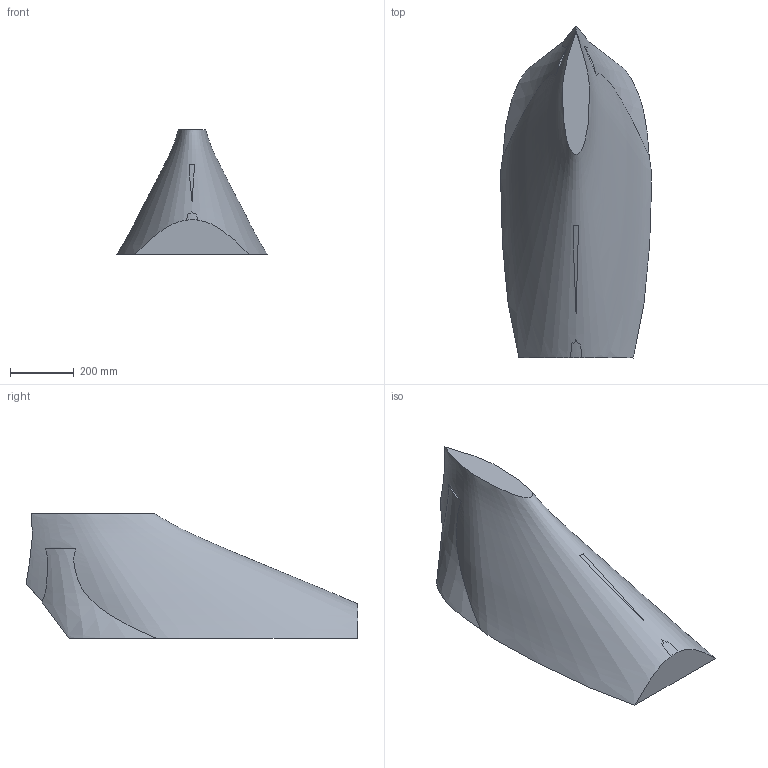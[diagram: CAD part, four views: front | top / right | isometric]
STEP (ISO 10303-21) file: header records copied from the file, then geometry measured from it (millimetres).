
FILE_DESCRIPTION(/* description */ (''),/* implementation_level */ '2;1');
FILE_NAME(/* name */ 'head3 v1.step',/* time_stamp */ '2024-04-30T13:48:30+09:00',/* author */ (''),/* organization */ (''),/* preprocessor_version */ 'ST-DEVELOPER v20',/* originating_system */ 'Autodesk Translation Framework v12.20.1.177',/* authorisation */ '');
FILE_SCHEMA (('AUTOMOTIVE_DESIGN { 1 0 10303 214 3 1 1 }'));
Length unit declared in the file: millimetre
Products named in the file (1): head3
Bounding box: 471.22 x 1037.76 x 390.13 mm (x, y, z)
Volume: 69373587.6 mm3; surface area: 1235297.3 mm2
Topology: 1 solids, 1 shells, 14 faces, 35 edges, 24 vertices
Faces by surface type: bspline 8, plane 6
Entity records: 9391 total; most frequent: CARTESIAN_POINT 9113, ORIENTED_EDGE 70, EDGE_CURVE 35, B_SPLINE_CURVE_WITH_KNOTS 33, VERTEX_POINT 24, EDGE_LOOP 15, DIRECTION 15, FACE_OUTER_BOUND 14
